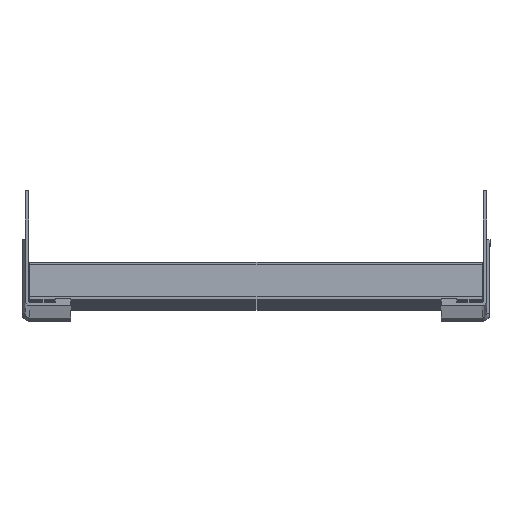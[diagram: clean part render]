
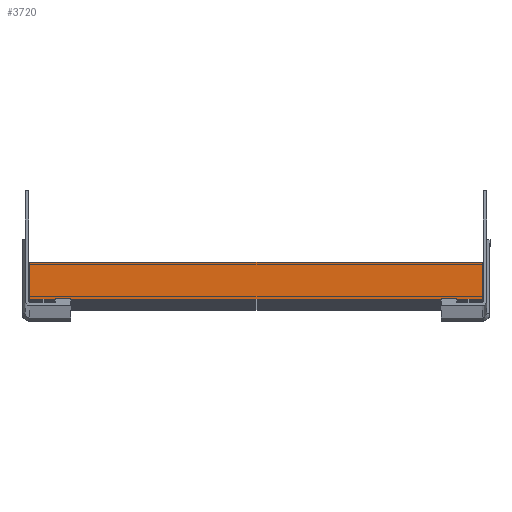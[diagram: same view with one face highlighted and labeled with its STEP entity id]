
A CAD part, top view. The second image highlights one B-rep face of the part: STEP entity #3720.
In plain terms, the highlighted planar face has unit normal (0, 0, 1).
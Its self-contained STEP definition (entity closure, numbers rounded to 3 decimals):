
#455 = VERTEX_POINT ( 'NONE', #10554 ) ;
#456 = VERTEX_POINT ( 'NONE', #10033 ) ;
#547 = VERTEX_POINT ( 'NONE', #10406 ) ;
#552 = VERTEX_POINT ( 'NONE', #10401 ) ;
#556 = VERTEX_POINT ( 'NONE', #10397 ) ;
#559 = VERTEX_POINT ( 'NONE', #10394 ) ;
#1656 = CARTESIAN_POINT ( 'NONE',  ( 0.7, -18.709, 1377.21 ) ) ;
#1658 = DIRECTION ( 'NONE',  ( -1., 0., 0. ) ) ;
#2147 = EDGE_LOOP ( 'NONE', ( #7406, #7407, #7408, #7409, #7410, #7417, #7418, #7419 ) ) ;
#2608 = FACE_OUTER_BOUND ( 'NONE', #2147, .T. ) ;
#3339 = LINE ( 'NONE', #1656, #3342 ) ;
#3342 = VECTOR ( 'NONE', #1658, 1000. ) ;
#3720 = ADVANCED_FACE ( 'NONE', ( #2608 ), #10072, .T. ) ;
#4032 = EDGE_CURVE ( 'NONE', #456, #559, #8914, .T. ) ;
#4033 = EDGE_CURVE ( 'NONE', #547, #455, #8916, .T. ) ;
#4034 = EDGE_CURVE ( 'NONE', #552, #556, #8920, .T. ) ;
#4036 = EDGE_CURVE ( 'NONE', #559, #556, #8918, .T. ) ;
#4052 = EDGE_CURVE ( 'NONE', #547, #552, #8956, .T. ) ;
#4275 = EDGE_CURVE ( 'NONE', #10298, #455, #5776, .T. ) ;
#4277 = EDGE_CURVE ( 'NONE', #456, #10292, #5786, .T. ) ;
#4345 = AXIS2_PLACEMENT_3D ( 'NONE', #10084, #10066, #10064 ) ;
#4992 = EDGE_CURVE ( 'NONE', #10292, #10298, #3339, .T. ) ;
#5448 = CARTESIAN_POINT ( 'NONE',  ( -10.5, -18.709, 1377.21 ) ) ;
#5451 = CARTESIAN_POINT ( 'NONE',  ( -17.3, -18.709, 1377.21 ) ) ;
#5776 = LINE ( 'NONE', #9628, #5785 ) ;
#5785 = VECTOR ( 'NONE', #9638, 1000. ) ;
#5786 = LINE ( 'NONE', #9641, #5789 ) ;
#5789 = VECTOR ( 'NONE', #9642, 1000. ) ;
#7243 = CARTESIAN_POINT ( 'NONE',  ( 0.7, -18.709, 1377.21 ) ) ;
#7246 = CARTESIAN_POINT ( 'NONE',  ( 0.7, -18.709, 1377.21 ) ) ;
#7249 = CARTESIAN_POINT ( 'NONE',  ( 0.7, -2.709, 1377.21 ) ) ;
#7250 = DIRECTION ( 'NONE',  ( 0., 1., 0. ) ) ;
#7252 = DIRECTION ( 'NONE',  ( 1., 0., 0. ) ) ;
#7253 = CARTESIAN_POINT ( 'NONE',  ( -196.3, -18.709, 1377.21 ) ) ;
#7254 = DIRECTION ( 'NONE',  ( 0., 1., 0. ) ) ;
#7258 = DIRECTION ( 'NONE',  ( -1., 0., 0. ) ) ;
#7289 = CARTESIAN_POINT ( 'NONE',  ( 0.7, -18.709, 1377.21 ) ) ;
#7291 = DIRECTION ( 'NONE',  ( -1., 0., 0. ) ) ;
#7406 = ORIENTED_EDGE ( 'NONE', *, *, #4034, .F. ) ;
#7407 = ORIENTED_EDGE ( 'NONE', *, *, #4052, .F. ) ;
#7408 = ORIENTED_EDGE ( 'NONE', *, *, #4033, .T. ) ;
#7409 = ORIENTED_EDGE ( 'NONE', *, *, #4275, .F. ) ;
#7410 = ORIENTED_EDGE ( 'NONE', *, *, #4992, .F. ) ;
#7417 = ORIENTED_EDGE ( 'NONE', *, *, #4277, .F. ) ;
#7418 = ORIENTED_EDGE ( 'NONE', *, *, #4032, .T. ) ;
#7419 = ORIENTED_EDGE ( 'NONE', *, *, #4036, .T. ) ;
#8914 = LINE ( 'NONE', #7243, #8919 ) ;
#8916 = LINE ( 'NONE', #7246, #8921 ) ;
#8918 = LINE ( 'NONE', #7249, #8927 ) ;
#8919 = VECTOR ( 'NONE', #7250, 1000. ) ;
#8920 = LINE ( 'NONE', #7253, #8923 ) ;
#8921 = VECTOR ( 'NONE', #7252, 1000. ) ;
#8923 = VECTOR ( 'NONE', #7254, 1000. ) ;
#8927 = VECTOR ( 'NONE', #7258, 1000. ) ;
#8956 = LINE ( 'NONE', #7289, #8959 ) ;
#8959 = VECTOR ( 'NONE', #7291, 1000. ) ;
#9628 = CARTESIAN_POINT ( 'NONE',  ( 0.7, -18.709, 1377.21 ) ) ;
#9638 = DIRECTION ( 'NONE',  ( -1., 0., 0. ) ) ;
#9641 = CARTESIAN_POINT ( 'NONE',  ( 0.7, -18.709, 1377.21 ) ) ;
#9642 = DIRECTION ( 'NONE',  ( -1., 0., 0. ) ) ;
#10033 = CARTESIAN_POINT ( 'NONE',  ( 0.7, -18.709, 1377.21 ) ) ;
#10064 = DIRECTION ( 'NONE',  ( 0., -1., 0. ) ) ;
#10066 = DIRECTION ( 'NONE',  ( 0., 0., 1. ) ) ;
#10072 = PLANE ( 'NONE',  #4345 ) ;
#10084 = CARTESIAN_POINT ( 'NONE',  ( 0.7, -18.709, 1377.21 ) ) ;
#10292 = VERTEX_POINT ( 'NONE', #5448 ) ;
#10298 = VERTEX_POINT ( 'NONE', #5451 ) ;
#10394 = CARTESIAN_POINT ( 'NONE',  ( 0.7, -2.709, 1377.21 ) ) ;
#10397 = CARTESIAN_POINT ( 'NONE',  ( -196.3, -2.709, 1377.21 ) ) ;
#10401 = CARTESIAN_POINT ( 'NONE',  ( -196.3, -18.709, 1377.21 ) ) ;
#10406 = CARTESIAN_POINT ( 'NONE',  ( -185.1, -18.709, 1377.21 ) ) ;
#10554 = CARTESIAN_POINT ( 'NONE',  ( -178.3, -18.709, 1377.21 ) ) ;
